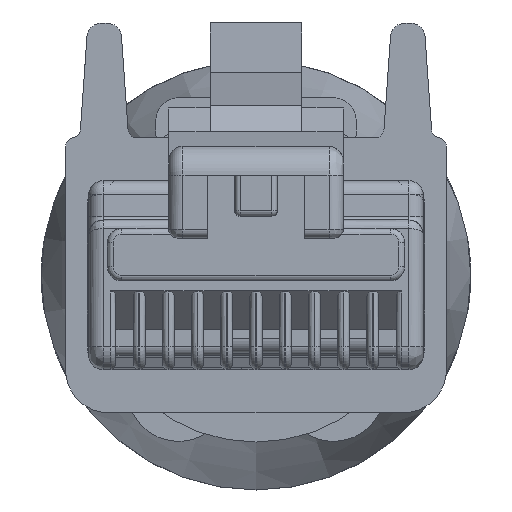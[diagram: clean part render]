
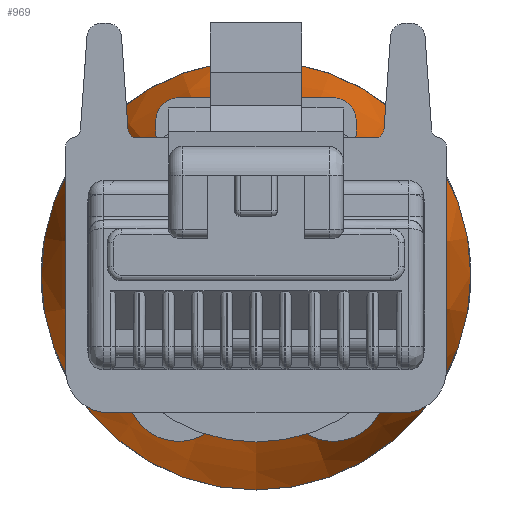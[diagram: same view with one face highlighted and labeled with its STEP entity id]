
A CAD part, front view. The second image highlights one B-rep face of the part: STEP entity #969.
In plain terms, the highlighted conical face has half-angle 13.36 degrees and reference radius 5.6 mm.
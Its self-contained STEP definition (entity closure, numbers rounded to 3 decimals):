
#276=CONICAL_SURFACE('',#14924,5.6,13.36);
#824=FACE_BOUND('',#2995,.T.);
#825=FACE_BOUND('',#2996,.T.);
#969=ADVANCED_FACE('',(#824,#825),#276,.T.);
#2995=EDGE_LOOP('',(#4764));
#2996=EDGE_LOOP('',(#4765));
#3917=CIRCLE('',#14893,7.5);
#3936=CIRCLE('',#14922,5.6);
#4764=ORIENTED_EDGE('',*,*,#10355,.F.);
#4765=ORIENTED_EDGE('',*,*,#10416,.T.);
#8987=VERTEX_POINT('',#20935);
#9048=VERTEX_POINT('',#21307);
#10355=EDGE_CURVE('',#8987,#8987,#3917,.T.);
#10416=EDGE_CURVE('',#9048,#9048,#3936,.T.);
#14893=AXIS2_PLACEMENT_3D('',#20934,#16507,#16508);
#14922=AXIS2_PLACEMENT_3D('',#21306,#16579,#16580);
#14924=AXIS2_PLACEMENT_3D('',#21309,#16583,#16584);
#16507=DIRECTION('',(0.,1.,0.));
#16508=DIRECTION('',(0.,0.,1.));
#16579=DIRECTION('',(0.,1.,0.));
#16580=DIRECTION('',(0.,0.,1.));
#16583=DIRECTION('',(0.,1.,0.));
#16584=DIRECTION('',(0.,0.,-1.));
#20934=CARTESIAN_POINT('',(50.,32.5,8.));
#20935=CARTESIAN_POINT('',(50.,32.5,15.5));
#21306=CARTESIAN_POINT('',(50.,24.5,8.));
#21307=CARTESIAN_POINT('',(50.,24.5,13.6));
#21309=CARTESIAN_POINT('',(50.,24.5,8.));
